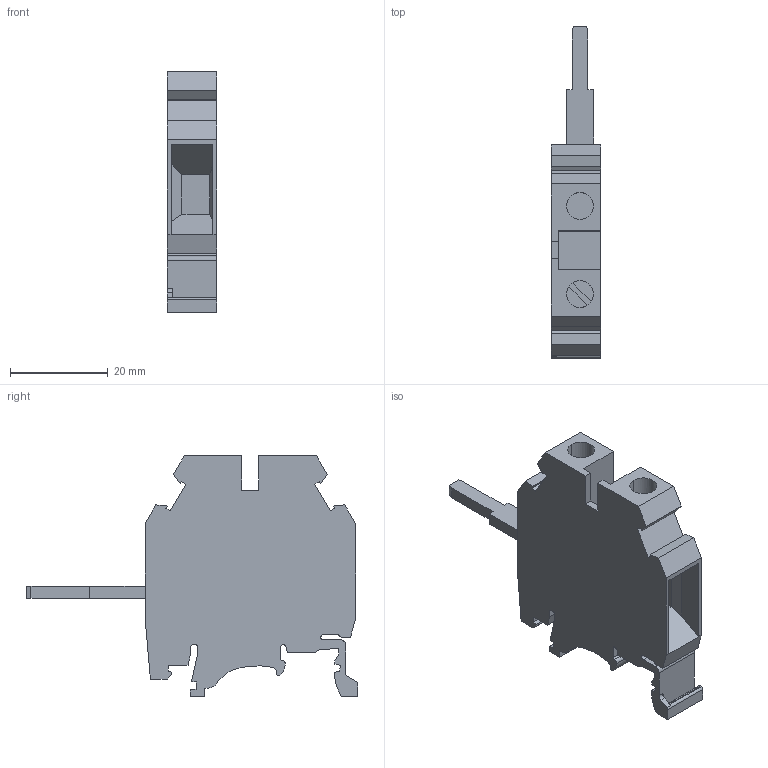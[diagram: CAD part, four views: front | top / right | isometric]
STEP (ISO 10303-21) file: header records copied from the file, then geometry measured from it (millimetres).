
FILE_DESCRIPTION(('Creo Elements/Direct Modeling STEP Export'),'2;1');
FILE_NAME('model.stp','2018-02-20T16:30:56',(''),(''),'Creo Elements/Direct Modeling STEP processor for AP214 (Solid Model)','Creo Elements/Direct Modeling 18.1I 14-Aug-2016 (C) Parametric Technology GmbH','');
FILE_SCHEMA(('AUTOMOTIVE_DESIGN { 1 0 10303 214 1 1 1 1 }'));
Length unit declared in the file: millimetre
Products named in the file (2): URKN-A-select
Assembly tree (1 placements, depth 2):
  URKN-A-select
    URKN-A-select
Bounding box: 10.15 x 67.78 x 49.1 mm (x, y, z)
Volume: 13363.7 mm3; surface area: 8286.7 mm2
Topology: 1 solids, 1 shells, 143 faces, 411 edges, 271 vertices
Faces by surface type: plane 118, cylinder 25
Entity records: 5770 total; most frequent: ORIENTED_EDGE 822, CARTESIAN_POINT 816, DIRECTION 738, EDGE_CURVE 411, VECTOR 352, LINE 352, VERTEX_POINT 271, AXIS2_PLACEMENT_3D 193
